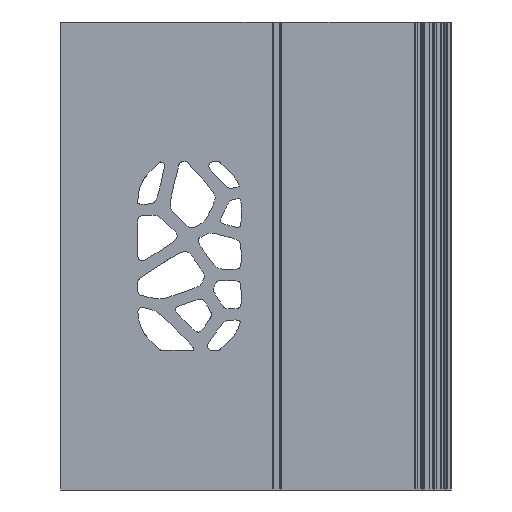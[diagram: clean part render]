
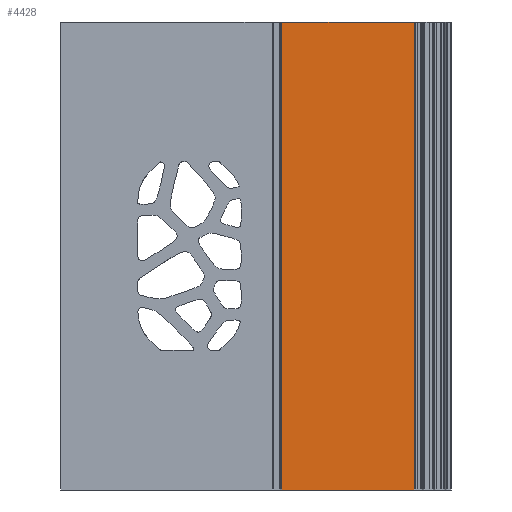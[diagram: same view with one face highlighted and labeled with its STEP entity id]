
A CAD part, front view. The second image highlights one B-rep face of the part: STEP entity #4428.
In plain terms, the highlighted planar face has unit normal (0, -1, 0).
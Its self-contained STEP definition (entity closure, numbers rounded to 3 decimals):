
#2294=CARTESIAN_POINT('',(231.494,-230.696,570.05));
#2295=VERTEX_POINT('',#2294);
#2303=CARTESIAN_POINT('',(259.767,-230.701,570.05));
#2304=VERTEX_POINT('',#2303);
#2305=CARTESIAN_POINT('',(231.494,-230.696,570.05));
#2306=DIRECTION('',(1.,0.,0.));
#2307=VECTOR('',#2306,28.273);
#2308=LINE('',#2305,#2307);
#2309=EDGE_CURVE('',#2295,#2304,#2308,.T.);
#3573=CARTESIAN_POINT('',(259.767,-230.701,470.05));
#3574=VERTEX_POINT('',#3573);
#3582=CARTESIAN_POINT('',(231.494,-230.696,470.05));
#3583=VERTEX_POINT('',#3582);
#3584=CARTESIAN_POINT('',(231.494,-230.696,470.05));
#3585=DIRECTION('',(1.,0.,0.));
#3586=VECTOR('',#3585,28.273);
#3587=LINE('',#3584,#3586);
#3588=EDGE_CURVE('',#3583,#3574,#3587,.T.);
#4401=CARTESIAN_POINT('',(231.494,-230.696,570.05));
#4402=DIRECTION('',(-0.,-0.,-1.));
#4403=VECTOR('',#4402,100.);
#4404=LINE('',#4401,#4403);
#4405=EDGE_CURVE('',#2295,#3583,#4404,.T.);
#4412=CARTESIAN_POINT('',(231.494,-230.696,470.05));
#4413=DIRECTION('',(0.,1.,-0.));
#4414=DIRECTION('',(-1.,0.,-0.));
#4415=AXIS2_PLACEMENT_3D('',#4412,#4413,#4414);
#4416=PLANE('',#4415);
#4417=ORIENTED_EDGE('',*,*,#2309,.F.);
#4418=ORIENTED_EDGE('',*,*,#4405,.T.);
#4419=ORIENTED_EDGE('',*,*,#3588,.T.);
#4420=CARTESIAN_POINT('',(259.767,-230.701,570.05));
#4421=DIRECTION('',(-0.,-0.,-1.));
#4422=VECTOR('',#4421,100.);
#4423=LINE('',#4420,#4422);
#4424=EDGE_CURVE('',#2304,#3574,#4423,.T.);
#4425=ORIENTED_EDGE('',*,*,#4424,.F.);
#4426=EDGE_LOOP('',(#4417,#4418,#4419,#4425));
#4427=FACE_BOUND('',#4426,.T.);
#4428=ADVANCED_FACE('',(#4427),#4416,.F.);
